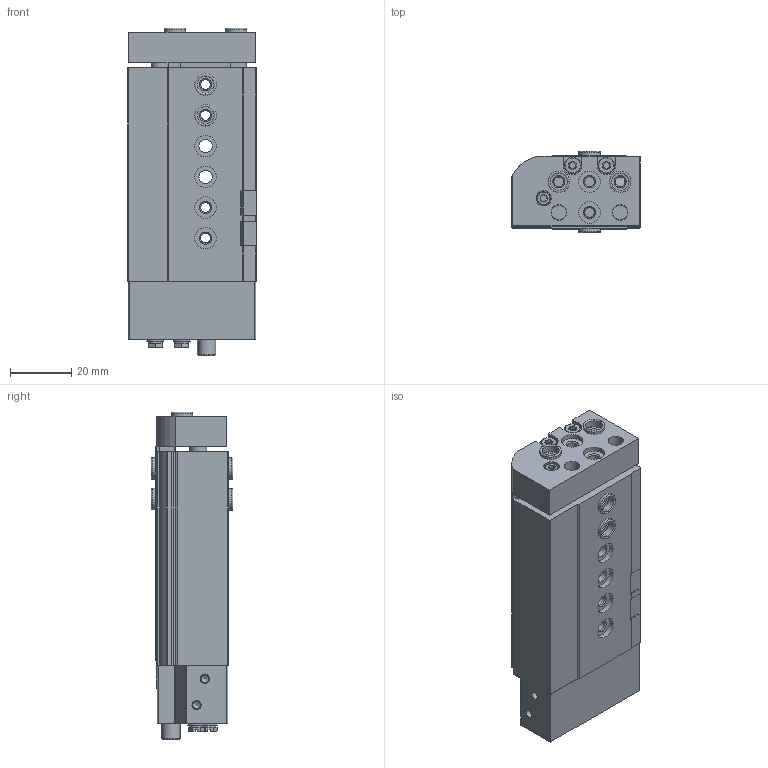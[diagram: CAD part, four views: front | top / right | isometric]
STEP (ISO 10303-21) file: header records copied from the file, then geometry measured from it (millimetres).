
FILE_DESCRIPTION(/* description */ ('STEP AP214'),/* implementation_level */ '2;1');
FILE_NAME(/* name */ '570167_DGSL-8-20-EA',/* time_stamp */ '2024-08-16T03:54:52+02:00',/* author */ ('License CC BY-ND 4.0'),/* organization */ ('CADENAS'),/* preprocessor_version */ 'ST-DEVELOPER v19.3',/* originating_system */ 'PARTsolutions',/* authorisation */ ' ');
FILE_SCHEMA (('AUTOMOTIVE_DESIGN {1 0 10303 214 3 1 1}'));
Length unit declared in the file: millimetre
Products named in the file (8): 570167 DGSL-8-20-EA---(0); DGSL-8---(20-0-0-40-zr); 1184660 DYEF-S-M6-Y1; 30979 B-M3-S9; 686784 DGSL-8-AS; 686800 DGSL-8-AS; DGSL-8---(20-0-JP); 8146544 ZBH-7-B
Assembly tree (14 placements, depth 2):
  570167 DGSL-8-20-EA---(0)
    DGSL-8---(20-0-0-40-zr)
    1184660 DYEF-S-M6-Y1  x2
    30979 B-M3-S9  x2
    686784 DGSL-8-AS
    686800 DGSL-8-AS
    DGSL-8---(20-0-JP)
    8146544 ZBH-7-B  x6
Bounding box: 42 x 26.6 x 106.7 mm (x, y, z)
Volume: 74572.8 mm3; surface area: 34529.2 mm2
Topology: 14 solids, 14 shells, 673 faces, 1655 edges, 1066 vertices
Faces by surface type: plane 341, cylinder 232, cone 77, torus 23
Full cylindrical faces by diameter (mm): 2.013 x1, 2.4 x2, 2.459 x6, 2.5 x2, 3 x4, 3.242 x12, 4 x3, 4.3 x2, 4.5 x3, 4.8 x2, 5 x3, 5.459 x2, 5.5 x11, 5.58 x2, 6 x7, 7 x14, 8 x2, 8.2 x2, 10 x2
Entity records: 17380 total; most frequent: CARTESIAN_POINT 3022, DIRECTION 2978, ORIENTED_EDGE 2628, EDGE_CURVE 1314, AXIS2_PLACEMENT_3D 1111, VERTEX_POINT 942, FACE_BOUND 834, EDGE_LOOP 826
